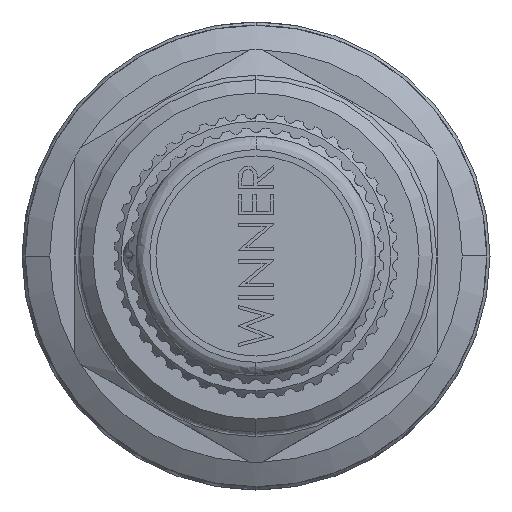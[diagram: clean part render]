
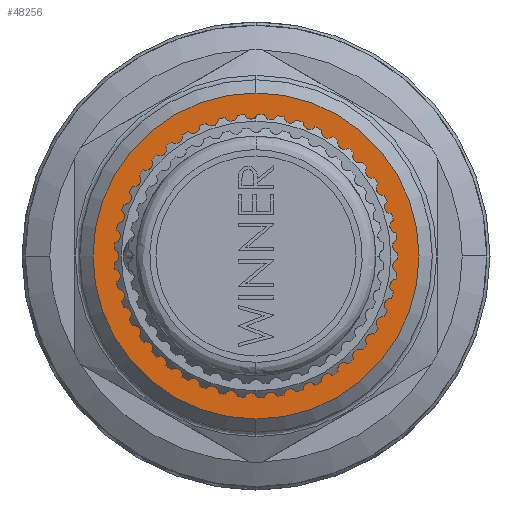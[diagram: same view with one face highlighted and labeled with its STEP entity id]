
A CAD part, left-side view. The second image highlights one B-rep face of the part: STEP entity #48256.
In plain terms, the highlighted planar face has unit normal (-1, 0, 0).
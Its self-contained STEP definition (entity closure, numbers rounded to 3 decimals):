
#389 = AXIS2_PLACEMENT_3D ( 'NONE', #37017, #37018, #37019 ) ;
#390 = AXIS2_PLACEMENT_3D ( 'NONE', #37024, #37025, #37026 ) ;
#6091 = AXIS2_PLACEMENT_3D ( 'NONE', #27217, #27222, #27223 ) ;
#7607 = EDGE_CURVE ( 'NONE', #10293, #10142, #46718, .T. ) ;
#7611 = EDGE_CURVE ( 'NONE', #10240, #10172, #46693, .T. ) ;
#9908 = EDGE_CURVE ( 'NONE', #10142, #10293, #48652, .T. ) ;
#9911 = EDGE_CURVE ( 'NONE', #10172, #10240, #48657, .T. ) ;
#10142 = VERTEX_POINT ( 'NONE', #25619 ) ;
#10172 = VERTEX_POINT ( 'NONE', #25658 ) ;
#10240 = VERTEX_POINT ( 'NONE', #25749 ) ;
#10293 = VERTEX_POINT ( 'NONE', #25810 ) ;
#15323 = CARTESIAN_POINT ( 'NONE',  ( -20., 0., 0. ) ) ;
#15324 = DIRECTION ( 'NONE',  ( 1., 0., 0. ) ) ;
#15325 = DIRECTION ( 'NONE',  ( 0., 0., -1. ) ) ;
#15331 = CARTESIAN_POINT ( 'NONE',  ( -20., 0., 0. ) ) ;
#15332 = DIRECTION ( 'NONE',  ( -1., 0., 0. ) ) ;
#15333 = DIRECTION ( 'NONE',  ( 0., 0., 1. ) ) ;
#22544 = EDGE_LOOP ( 'NONE', ( #45123, #45124 ) ) ;
#22552 = EDGE_LOOP ( 'NONE', ( #45125, #45126 ) ) ;
#25619 = CARTESIAN_POINT ( 'NONE',  ( -20., 0., -18.5 ) ) ;
#25658 = CARTESIAN_POINT ( 'NONE',  ( -20., 0., 6.875 ) ) ;
#25749 = CARTESIAN_POINT ( 'NONE',  ( -20., 0., -6.875 ) ) ;
#25810 = CARTESIAN_POINT ( 'NONE',  ( -20., 0., 18.5 ) ) ;
#27217 = CARTESIAN_POINT ( 'NONE',  ( -20., 0., 0. ) ) ;
#27220 = PLANE ( 'NONE',  #6091 ) ;
#27222 = DIRECTION ( 'NONE',  ( 1., 0., 0. ) ) ;
#27223 = DIRECTION ( 'NONE',  ( 0., 0., -1. ) ) ;
#37017 = CARTESIAN_POINT ( 'NONE',  ( -20., 0., 0. ) ) ;
#37018 = DIRECTION ( 'NONE',  ( 1., 0., 0. ) ) ;
#37019 = DIRECTION ( 'NONE',  ( 0., 0., -1. ) ) ;
#37024 = CARTESIAN_POINT ( 'NONE',  ( -20., 0., 0. ) ) ;
#37025 = DIRECTION ( 'NONE',  ( -1., 0., 0. ) ) ;
#37026 = DIRECTION ( 'NONE',  ( 0., 0., 1. ) ) ;
#40699 = FACE_OUTER_BOUND ( 'NONE', #22544, .T. ) ;
#40704 = FACE_BOUND ( 'NONE', #22552, .T. ) ;
#45123 = ORIENTED_EDGE ( 'NONE', *, *, #9908, .F. ) ;
#45124 = ORIENTED_EDGE ( 'NONE', *, *, #7607, .F. ) ;
#45125 = ORIENTED_EDGE ( 'NONE', *, *, #9911, .F. ) ;
#45126 = ORIENTED_EDGE ( 'NONE', *, *, #7611, .F. ) ;
#46693 = CIRCLE ( 'NONE', #50264, 6.875 ) ;
#46718 = CIRCLE ( 'NONE', #50262, 18.5 ) ;
#48256 = ADVANCED_FACE ( 'NONE', ( #40699, #40704 ), #27220, .F. ) ;
#48652 = CIRCLE ( 'NONE', #389, 18.5 ) ;
#48657 = CIRCLE ( 'NONE', #390, 6.875 ) ;
#50262 = AXIS2_PLACEMENT_3D ( 'NONE', #15323, #15324, #15325 ) ;
#50264 = AXIS2_PLACEMENT_3D ( 'NONE', #15331, #15332, #15333 ) ;
